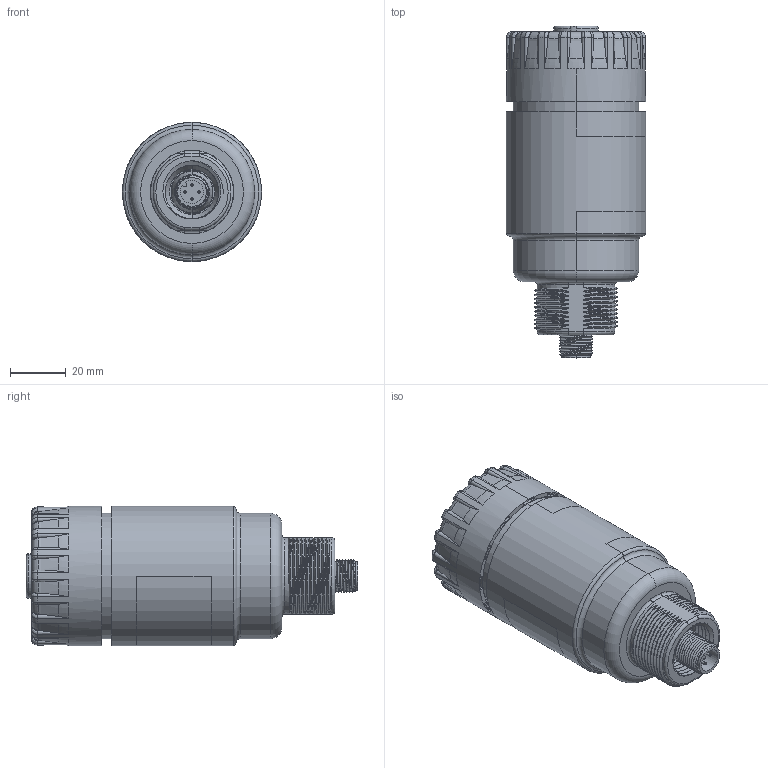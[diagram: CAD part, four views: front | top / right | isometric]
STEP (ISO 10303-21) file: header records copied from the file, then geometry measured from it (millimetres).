
FILE_DESCRIPTION((''),'2;1');
FILE_NAME('145171_SM01_ASM','2025-06-04T15:35:51',('banengservice'),('BANNER ENGINEERING'),'CREO PARAMETRIC BY PTC INC, 2022414','CREO PARAMETRIC BY PTC INC, 2022414','');
FILE_SCHEMA(('CONFIG_CONTROL_DESIGN'));
Length unit declared in the file: millimetre
Products named in the file (2): 145171_EP01; 145171_SM01_ASM
Assembly tree (1 placements, depth 2):
  145171_SM01_ASM
    145171_EP01
Bounding box: 50 x 119.3 x 50 mm (x, y, z)
Volume: 168205.7 mm3; surface area: 28993.3 mm2
Topology: 1 solids, 1 shells, 841 faces, 2156 edges, 1341 vertices
Faces by surface type: cylinder 340, torus 166, bspline 154, plane 152, cone 29
Entity records: 37968 total; most frequent: CARTESIAN_POINT 18267, ORIENTED_EDGE 4308, DIRECTION 3955, EDGE_CURVE 2154, AXIS2_PLACEMENT_3D 1615, VERTEX_POINT 1341, CIRCLE 925, EDGE_LOOP 889
